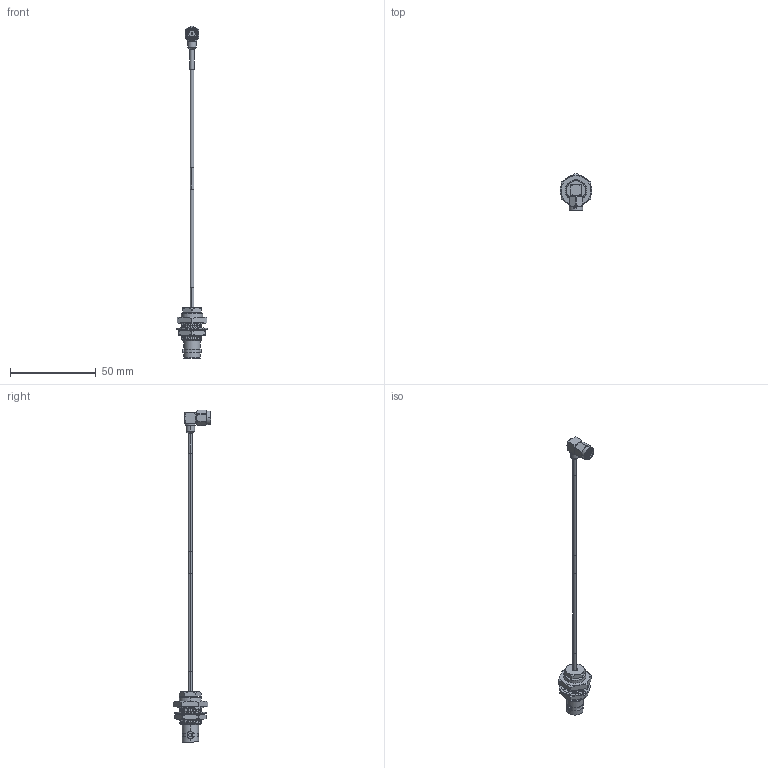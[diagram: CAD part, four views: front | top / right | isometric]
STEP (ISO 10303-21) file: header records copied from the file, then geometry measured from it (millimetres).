
FILE_DESCRIPTION (( 'STEP AP214' ), '1' );
FILE_NAME ('LCCA30535.step', '2020-06-19T13:00:50', ( '' ), ( '' ), 'SwSTEP 2.0', 'SolidWorks 2018', '' );
FILE_SCHEMA (( 'AUTOMOTIVE_DESIGN' ));
Length unit declared in the file: inch
Products named in the file (6): LCCN3044_HS; 1AW01-002_.08 ID; LC085TB (085 FORMABLE); LCCA30535; LCCN3044; LCCN3066
Assembly tree (6 placements, depth 2):
  LCCA30535
    LC085TB (085 FORMABLE)
    1AW01-002_.08 ID  x2
    LCCN3066
    LCCN3044
    LCCN3044_HS
Bounding box: 18.34 x 22.15 x 193.75 mm (x, y, z)
Volume: 4649.8 mm3; surface area: 5667.6 mm2
Topology: 11 solids, 11 shells, 509 faces, 1381 edges, 912 vertices
Faces by surface type: plane 220, cylinder 131, bspline 86, cone 64, torus 8
Entity records: 33198 total; most frequent: CARTESIAN_POINT 20995, ORIENTED_EDGE 2734, DIRECTION 2112, EDGE_CURVE 1367, VERTEX_POINT 904, AXIS2_PLACEMENT_3D 711, VECTOR 690, LINE 690
